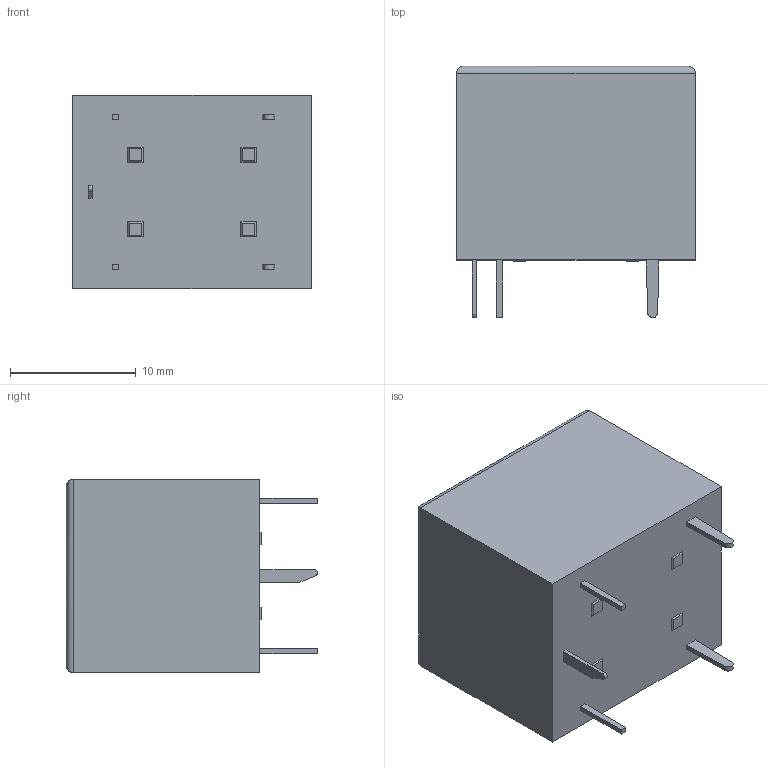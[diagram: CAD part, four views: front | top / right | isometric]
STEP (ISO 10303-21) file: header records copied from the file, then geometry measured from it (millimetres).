
FILE_DESCRIPTION(('STEP AP203'),'1');
FILE_NAME('relay_rm50-3011-85-1003.stp','2020-03-13T15:12:43',('TraceParts'),('TraceParts S.A.'),'Spatial InterOp 3D',' ',' ');
FILE_SCHEMA(('CONFIG_CONTROL_DESIGN'));
Length unit declared in the file: millimetre
Products named in the file (1): 1
Bounding box: 19 x 20 x 15.4 mm (x, y, z)
Volume: 4508.4 mm3; surface area: 1679.6 mm2
Topology: 1 solids, 1 shells, 60 faces, 143 edges, 94 vertices
Faces by surface type: plane 53, cylinder 7
Entity records: 1749 total; most frequent: CARTESIAN_POINT 298, ORIENTED_EDGE 286, DIRECTION 275, EDGE_CURVE 143, LINE 133, VECTOR 133, VERTEX_POINT 94, AXIS2_PLACEMENT_3D 71
